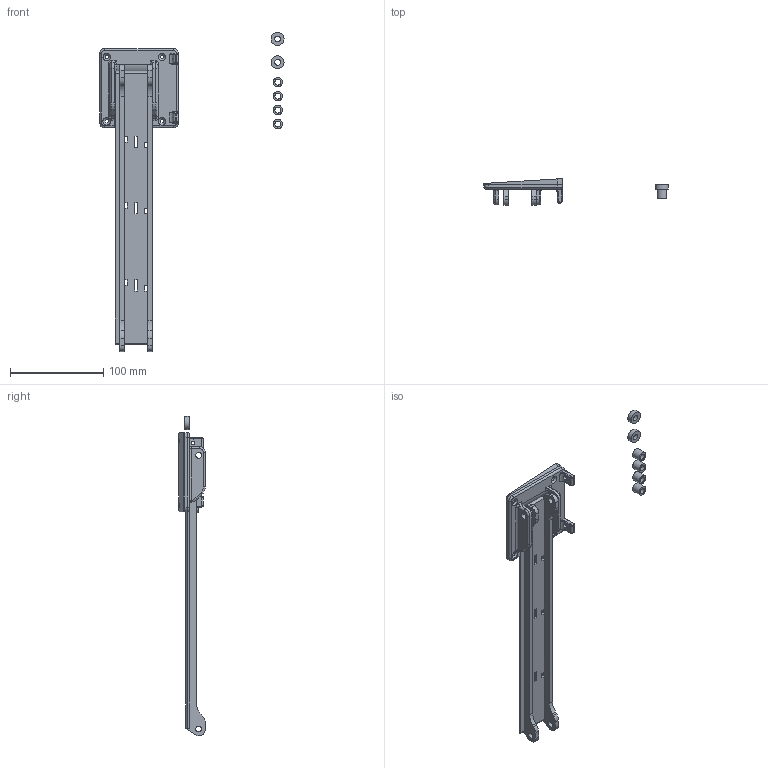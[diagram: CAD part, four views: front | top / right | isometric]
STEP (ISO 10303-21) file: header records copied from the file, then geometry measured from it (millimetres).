
FILE_DESCRIPTION(/* description */ ('','CAx-IF Rec.Pracs.---Representation and Presentation of Product Manufacturing Information (PMI)---4.0---2014-10-13'),/* implementation_level */ '2;1');
FILE_NAME(/* name */ 'Power Arm Drawer A5.step',/* time_stamp */ '2025-01-27T17:44:50-07:00',/* author */ (''),/* organization */ (''),/* preprocessor_version */ 'ST-DEVELOPER v20',/* originating_system */ 'Autodesk Translation Framework v13.20.0.188',/* authorisation */ '');
FILE_SCHEMA (('AP242_MANAGED_MODEL_BASED_3D_ENGINEERING_MIM_LF { 1 0 10303 442 1 1 4 }'));
Length unit declared in the file: millimetre
Products named in the file (1): Arm
Bounding box: 197.8 x 28.24 x 342.66 mm (x, y, z)
Volume: 133209.7 mm3; surface area: 72920.8 mm2
Topology: 9 solids, 9 shells, 248 faces, 659 edges, 410 vertices
Faces by surface type: plane 116, cylinder 98, torus 18, bspline 12, cone 4
Full cylindrical faces by diameter (mm): 4 x2, 4.2 x8, 6.3 x12, 10.3 x4, 14 x2
Entity records: 8159 total; most frequent: CARTESIAN_POINT 1792, DIRECTION 1332, ORIENTED_EDGE 1298, EDGE_CURVE 649, AXIS2_PLACEMENT_3D 462, VERTEX_POINT 410, LINE 408, VECTOR 408
